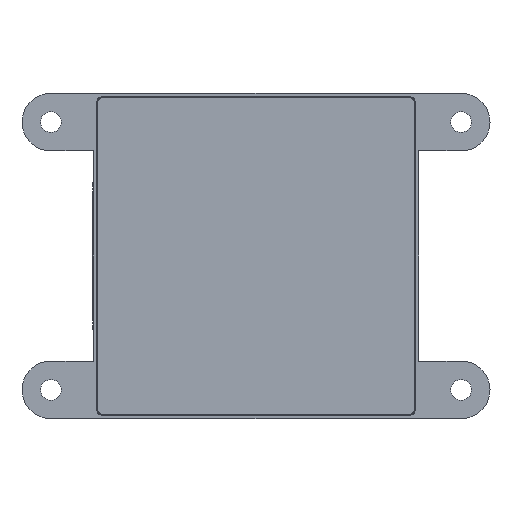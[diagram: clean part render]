
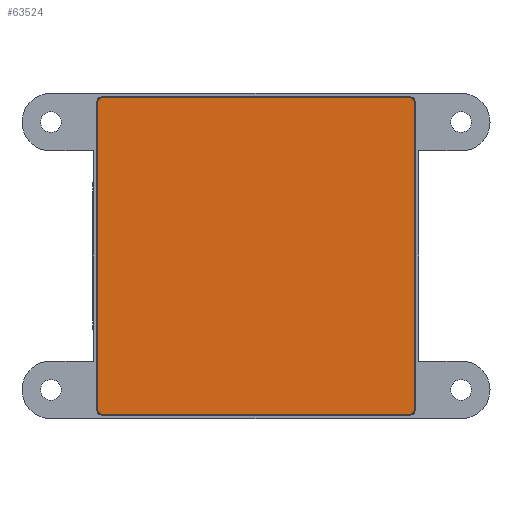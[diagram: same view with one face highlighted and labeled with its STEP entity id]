
A CAD part, front view. The second image highlights one B-rep face of the part: STEP entity #63524.
In plain terms, the highlighted planar face has unit normal (0, -1, 0).
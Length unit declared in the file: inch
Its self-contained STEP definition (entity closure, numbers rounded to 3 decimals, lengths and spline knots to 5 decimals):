
#636 = CARTESIAN_POINT ( 'NONE',  ( 1.07, 0., 1.03801 ) ) ;
#1034 = CARTESIAN_POINT ( 'NONE',  ( -1.03801, 0., 1.07 ) ) ;
#2853 = CARTESIAN_POINT ( 'NONE',  ( -1.07, 0., -1.03801 ) ) ;
#6190 = VERTEX_POINT ( 'NONE', #159243 ) ;
#6922 = VERTEX_POINT ( 'NONE', #2853 ) ;
#7648 = DIRECTION ( 'NONE',  ( 0., 0., 1. ) ) ;
#13907 = ORIENTED_EDGE ( 'NONE', *, *, #96729, .F. ) ;
#17863 = VECTOR ( 'NONE', #145730, 39.37008 ) ;
#19866 = FACE_OUTER_BOUND ( 'NONE', #95851, .T. ) ;
#25905 =( BOUNDED_CURVE ( )  B_SPLINE_CURVE ( 3, ( #1034, #56742, #165326, #84543 ),
 .UNSPECIFIED., .F., .F. ) 
 B_SPLINE_CURVE_WITH_KNOTS ( ( 4, 4 ),
 ( 5.49813, 7.06824 ),
 .UNSPECIFIED. ) 
 CURVE ( )  GEOMETRIC_REPRESENTATION_ITEM ( )  RATIONAL_B_SPLINE_CURVE ( ( 1., 0.805, 0.805, 1. ) ) 
 REPRESENTATION_ITEM ( '' )  );
#33354 = EDGE_CURVE ( 'NONE', #144240, #56178, #25905, .T. ) ;
#33553 = EDGE_CURVE ( 'NONE', #6922, #56178, #69732, .T. ) ;
#35742 = LINE ( 'NONE', #51775, #85574 ) ;
#36037 = AXIS2_PLACEMENT_3D ( 'NONE', #145235, #131834, #7648 ) ;
#37023 = ORIENTED_EDGE ( 'NONE', *, *, #45748, .F. ) ;
#40761 = CARTESIAN_POINT ( 'NONE',  ( 1.07, 0., -1.03801 ) ) ;
#42892 = VERTEX_POINT ( 'NONE', #104073 ) ;
#43791 = CARTESIAN_POINT ( 'NONE',  ( -1.03801, 0., -1.07 ) ) ;
#45409 = CARTESIAN_POINT ( 'NONE',  ( 1.07, 0., -1.05675 ) ) ;
#45748 = EDGE_CURVE ( 'NONE', #170168, #92248, #164394, .T. ) ;
#47147 = ORIENTED_EDGE ( 'NONE', *, *, #33553, .F. ) ;
#48156 = CARTESIAN_POINT ( 'NONE',  ( -1.07, 0., -1.07 ) ) ;
#51775 = CARTESIAN_POINT ( 'NONE',  ( -1.07, 0., 1.07 ) ) ;
#54937 = ORIENTED_EDGE ( 'NONE', *, *, #33354, .T. ) ;
#56178 = VERTEX_POINT ( 'NONE', #97715 ) ;
#56742 = CARTESIAN_POINT ( 'NONE',  ( -1.05675, 0., 1.07 ) ) ;
#56880 = ORIENTED_EDGE ( 'NONE', *, *, #96996, .T. ) ;
#57096 = CARTESIAN_POINT ( 'NONE',  ( -1.07, 0., -1.03801 ) ) ;
#63524 = ADVANCED_FACE ( 'NONE', ( #19866 ), #132462, .F. ) ;
#66326 =( BOUNDED_CURVE ( )  B_SPLINE_CURVE ( 3, ( #139121, #96609, #83273, #97219 ),
 .UNSPECIFIED., .F., .F. ) 
 B_SPLINE_CURVE_WITH_KNOTS ( ( 4, 4 ),
 ( 5.49813, 7.06824 ),
 .UNSPECIFIED. ) 
 CURVE ( )  GEOMETRIC_REPRESENTATION_ITEM ( )  RATIONAL_B_SPLINE_CURVE ( ( 1., 0.805, 0.805, 1. ) ) 
 REPRESENTATION_ITEM ( '' )  );
#69732 = LINE ( 'NONE', #48156, #17863 ) ;
#70577 = EDGE_CURVE ( 'NONE', #6922, #6190, #146111, .T. ) ;
#80891 = VECTOR ( 'NONE', #85343, 39.37008 ) ;
#81867 = ORIENTED_EDGE ( 'NONE', *, *, #177506, .F. ) ;
#83273 = CARTESIAN_POINT ( 'NONE',  ( 1.05675, 0., 1.07 ) ) ;
#84543 = CARTESIAN_POINT ( 'NONE',  ( -1.07, 0., 1.03801 ) ) ;
#84921 = CARTESIAN_POINT ( 'NONE',  ( -1.05675, 0., -1.07 ) ) ;
#85343 = DIRECTION ( 'NONE',  ( -1., 0., 0. ) ) ;
#85574 = VECTOR ( 'NONE', #175992, 39.37008 ) ;
#86131 = VECTOR ( 'NONE', #162488, 39.37008 ) ;
#92248 = VERTEX_POINT ( 'NONE', #40761 ) ;
#95851 = EDGE_LOOP ( 'NONE', ( #47147, #163290, #13907, #56880, #37023, #109203, #81867, #54937 ) ) ;
#96609 = CARTESIAN_POINT ( 'NONE',  ( 1.07, 0., 1.05675 ) ) ;
#96729 = EDGE_CURVE ( 'NONE', #109402, #6190, #174228, .T. ) ;
#96996 = EDGE_CURVE ( 'NONE', #109402, #92248, #105592, .T. ) ;
#97219 = CARTESIAN_POINT ( 'NONE',  ( 1.03801, 0., 1.07 ) ) ;
#97715 = CARTESIAN_POINT ( 'NONE',  ( -1.07, 0., 1.03801 ) ) ;
#99859 = CARTESIAN_POINT ( 'NONE',  ( 1.05675, 0., -1.07 ) ) ;
#100462 = CARTESIAN_POINT ( 'NONE',  ( 1.03801, 0., -1.07 ) ) ;
#104073 = CARTESIAN_POINT ( 'NONE',  ( 1.03801, 0., 1.07 ) ) ;
#105592 =( BOUNDED_CURVE ( )  B_SPLINE_CURVE ( 3, ( #100462, #99859, #45409, #142371 ),
 .UNSPECIFIED., .F., .T. ) 
 B_SPLINE_CURVE_WITH_KNOTS ( ( 4, 4 ),
 ( 5.49813, 7.06824 ),
 .UNSPECIFIED. ) 
 CURVE ( )  GEOMETRIC_REPRESENTATION_ITEM ( )  RATIONAL_B_SPLINE_CURVE ( ( 1., 0.805, 0.805, 1. ) ) 
 REPRESENTATION_ITEM ( '' )  );
#109203 = ORIENTED_EDGE ( 'NONE', *, *, #151272, .T. ) ;
#109402 = VERTEX_POINT ( 'NONE', #110715 ) ;
#110715 = CARTESIAN_POINT ( 'NONE',  ( 1.03801, 0., -1.07 ) ) ;
#131834 = DIRECTION ( 'NONE',  ( 0., 1., 0. ) ) ;
#132462 = PLANE ( 'NONE',  #36037 ) ;
#139121 = CARTESIAN_POINT ( 'NONE',  ( 1.07, 0., 1.03801 ) ) ;
#142371 = CARTESIAN_POINT ( 'NONE',  ( 1.07, 0., -1.03801 ) ) ;
#144240 = VERTEX_POINT ( 'NONE', #152120 ) ;
#145235 = CARTESIAN_POINT ( 'NONE',  ( -1.07, 0., 1.07 ) ) ;
#145730 = DIRECTION ( 'NONE',  ( 0., 0., 1. ) ) ;
#146111 =( BOUNDED_CURVE ( )  B_SPLINE_CURVE ( 3, ( #57096, #154129, #84921, #43791 ),
 .UNSPECIFIED., .F., .F. ) 
 B_SPLINE_CURVE_WITH_KNOTS ( ( 4, 4 ),
 ( 5.49813, 7.06824 ),
 .UNSPECIFIED. ) 
 CURVE ( )  GEOMETRIC_REPRESENTATION_ITEM ( )  RATIONAL_B_SPLINE_CURVE ( ( 1., 0.805, 0.805, 1. ) ) 
 REPRESENTATION_ITEM ( '' )  );
#149138 = CARTESIAN_POINT ( 'NONE',  ( 1.07, 0., -1.07 ) ) ;
#151272 = EDGE_CURVE ( 'NONE', #170168, #42892, #66326, .T. ) ;
#152120 = CARTESIAN_POINT ( 'NONE',  ( -1.03801, 0., 1.07 ) ) ;
#154129 = CARTESIAN_POINT ( 'NONE',  ( -1.07, 0., -1.05675 ) ) ;
#159243 = CARTESIAN_POINT ( 'NONE',  ( -1.03801, 0., -1.07 ) ) ;
#162488 = DIRECTION ( 'NONE',  ( 0., 0., -1. ) ) ;
#163290 = ORIENTED_EDGE ( 'NONE', *, *, #70577, .T. ) ;
#164394 = LINE ( 'NONE', #149138, #86131 ) ;
#165326 = CARTESIAN_POINT ( 'NONE',  ( -1.07, 0., 1.05675 ) ) ;
#166730 = CARTESIAN_POINT ( 'NONE',  ( -1.07, 0., -1.07 ) ) ;
#170168 = VERTEX_POINT ( 'NONE', #636 ) ;
#174228 = LINE ( 'NONE', #166730, #80891 ) ;
#175992 = DIRECTION ( 'NONE',  ( 1., 0., 0. ) ) ;
#177506 = EDGE_CURVE ( 'NONE', #144240, #42892, #35742, .T. ) ;
